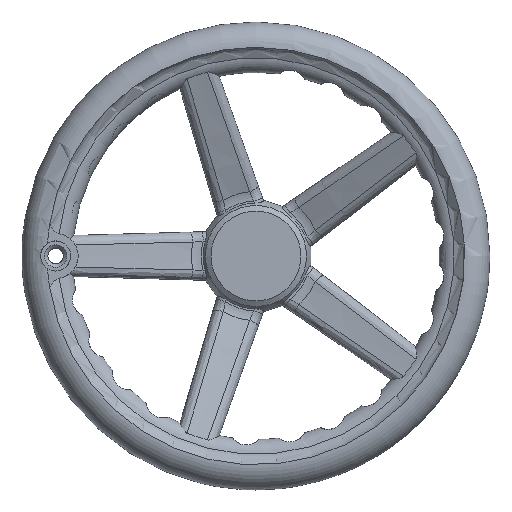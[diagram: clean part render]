
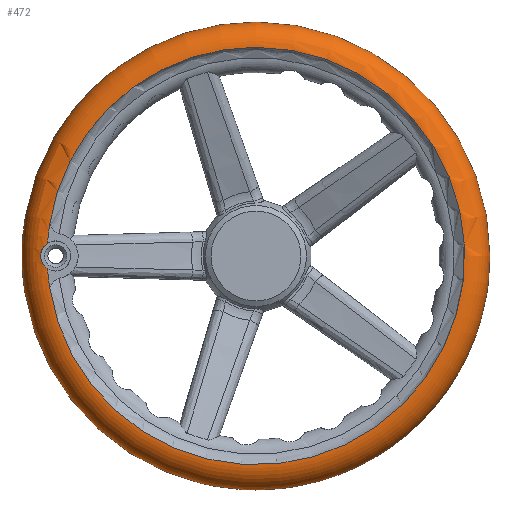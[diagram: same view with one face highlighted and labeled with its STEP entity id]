
A CAD part, left-side view. The second image highlights one B-rep face of the part: STEP entity #472.
In plain terms, the highlighted toroidal (fillet/blend) face has major radius 111.5 mm and minor radius 13.5 mm.
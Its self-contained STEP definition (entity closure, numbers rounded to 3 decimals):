
#208=TOROIDAL_SURFACE('',#1981,111.5,13.5);
#279=FACE_BOUND('',#753,.T.);
#280=FACE_BOUND('',#754,.T.);
#404=B_SPLINE_CURVE_WITH_KNOTS('',3,(#3683,#3684,#3685,#3686,#3687,#3688),
.UNSPECIFIED.,.F.,.F.,(4,2,4),(0.,0.5,1.),.UNSPECIFIED.);
#472=ADVANCED_FACE('',(#279,#280),#208,.T.);
#753=EDGE_LOOP('',(#1040,#1041,#1042,#1043));
#754=EDGE_LOOP('',(#1044));
#1040=ORIENTED_EDGE('',*,*,#1594,.F.);
#1041=ORIENTED_EDGE('',*,*,#1746,.T.);
#1042=ORIENTED_EDGE('',*,*,#1592,.F.);
#1043=ORIENTED_EDGE('',*,*,#1736,.F.);
#1044=ORIENTED_EDGE('',*,*,#1738,.T.);
#1409=VERTEX_POINT('',#2443);
#1410=VERTEX_POINT('',#2444);
#1411=VERTEX_POINT('',#2446);
#1412=VERTEX_POINT('',#2448);
#1539=VERTEX_POINT('',#3642);
#1592=EDGE_CURVE('',#1409,#1410,#1863,.T.);
#1594=EDGE_CURVE('',#1411,#1412,#1865,.T.);
#1736=EDGE_CURVE('',#1412,#1409,#1892,.T.);
#1738=EDGE_CURVE('',#1539,#1539,#1893,.T.);
#1746=EDGE_CURVE('',#1411,#1410,#404,.T.);
#1863=CIRCLE('',#1938,111.5);
#1865=CIRCLE('',#1940,111.5);
#1892=CIRCLE('',#1975,111.5);
#1893=CIRCLE('',#1977,111.5);
#1938=AXIS2_PLACEMENT_3D('',#2442,#2098,#2099);
#1940=AXIS2_PLACEMENT_3D('',#2447,#2102,#2103);
#1975=AXIS2_PLACEMENT_3D('',#3633,#2180,#2181);
#1977=AXIS2_PLACEMENT_3D('',#3641,#2184,#2185);
#1981=AXIS2_PLACEMENT_3D('',#3689,#2192,#2193);
#2098=DIRECTION('',(-1.,0.,0.));
#2099=DIRECTION('',(0.,0.,1.));
#2102=DIRECTION('',(-1.,0.,0.));
#2103=DIRECTION('',(0.,0.,1.));
#2180=DIRECTION('',(-1.,0.,0.));
#2181=DIRECTION('',(0.,0.,1.));
#2184=DIRECTION('',(-1.,0.,0.));
#2185=DIRECTION('',(0.,0.,1.));
#2192=DIRECTION('',(-1.,0.,0.));
#2193=DIRECTION('',(0.,0.,1.));
#2442=CARTESIAN_POINT('',(440.509,271.509,0.));
#2443=CARTESIAN_POINT('',(440.509,381.627,17.5));
#2444=CARTESIAN_POINT('',(440.509,382.801,6.81));
#2446=CARTESIAN_POINT('',(440.509,382.801,-6.81));
#2447=CARTESIAN_POINT('',(440.509,271.509,0.));
#2448=CARTESIAN_POINT('',(440.509,381.627,-17.5));
#3633=CARTESIAN_POINT('',(440.509,271.509,0.));
#3641=CARTESIAN_POINT('',(467.509,271.509,0.));
#3642=CARTESIAN_POINT('',(467.509,271.509,111.5));
#3683=CARTESIAN_POINT('',(440.509,382.801,-6.81));
#3684=CARTESIAN_POINT('',(440.509,385.117,-5.351));
#3685=CARTESIAN_POINT('',(440.984,386.56,-2.716));
#3686=CARTESIAN_POINT('',(440.983,386.558,2.722));
#3687=CARTESIAN_POINT('',(440.509,385.097,5.364));
#3688=CARTESIAN_POINT('',(440.509,382.801,6.81));
#3689=CARTESIAN_POINT('',(454.009,271.509,0.));
